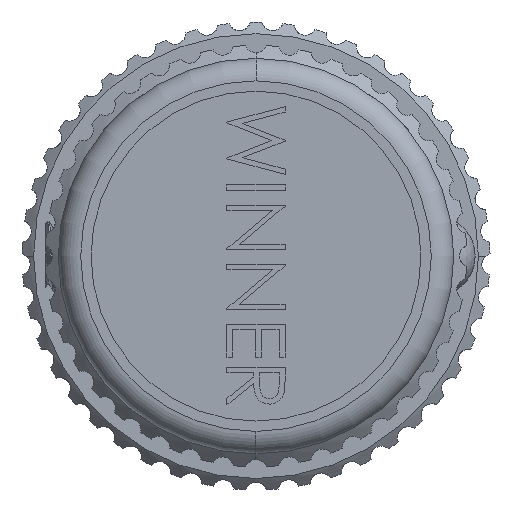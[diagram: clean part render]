
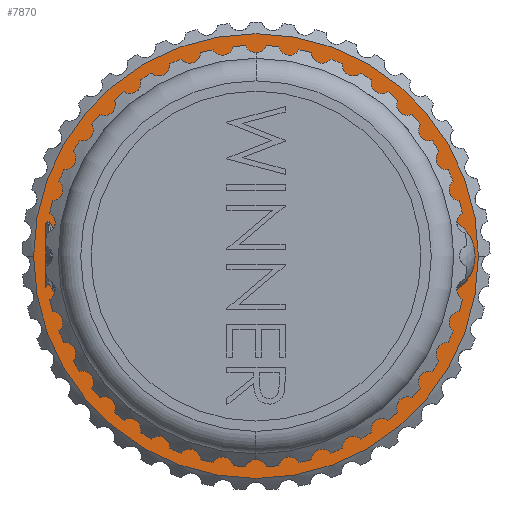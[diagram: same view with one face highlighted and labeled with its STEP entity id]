
A CAD part, left-side view. The second image highlights one B-rep face of the part: STEP entity #7870.
In plain terms, the highlighted planar face has unit normal (-1, 0, 0).
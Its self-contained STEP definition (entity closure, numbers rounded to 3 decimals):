
#65 = DIRECTION ( 'NONE',  ( -1., 0., 0. ) ) ;
#2080 = CARTESIAN_POINT ( 'NONE',  ( -33.771, -7.536, 0. ) ) ;
#2247 = DIRECTION ( 'NONE',  ( 0., 1., 0. ) ) ;
#2695 = CARTESIAN_POINT ( 'NONE',  ( -33.771, 0., 0. ) ) ;
#4752 = CIRCLE ( 'NONE', #27420, 15.3 ) ;
#5038 = CARTESIAN_POINT ( 'NONE',  ( -33.771, 0., 0. ) ) ;
#5115 = EDGE_CURVE ( 'NONE', #14454, #9743, #21517, .T. ) ;
#5433 = AXIS2_PLACEMENT_3D ( 'NONE', #2695, #32483, #19488 ) ;
#6600 = ORIENTED_EDGE ( 'NONE', *, *, #5115, .T. ) ;
#6893 = AXIS2_PLACEMENT_3D ( 'NONE', #7574, #34206, #31331 ) ;
#6932 = EDGE_CURVE ( 'NONE', #32132, #21460, #12305, .T. ) ;
#7574 = CARTESIAN_POINT ( 'NONE',  ( -33.771, 0., 0. ) ) ;
#7870 = ADVANCED_FACE ( 'NONE', ( #33658, #13362 ), #30006, .T. ) ;
#9743 = VERTEX_POINT ( 'NONE', #27821 ) ;
#12305 = CIRCLE ( 'NONE', #5433, 7.536 ) ;
#13362 = FACE_OUTER_BOUND ( 'NONE', #19267, .T. ) ;
#14320 = ORIENTED_EDGE ( 'NONE', *, *, #32487, .T. ) ;
#14454 = VERTEX_POINT ( 'NONE', #17953 ) ;
#15100 = EDGE_CURVE ( 'NONE', #21460, #32132, #15807, .T. ) ;
#15681 = DIRECTION ( 'NONE',  ( -1., 0., 0. ) ) ;
#15807 = CIRCLE ( 'NONE', #6893, 7.536 ) ;
#16309 = CARTESIAN_POINT ( 'NONE',  ( -33.771, 0., 0. ) ) ;
#17832 = ORIENTED_EDGE ( 'NONE', *, *, #6932, .T. ) ;
#17953 = CARTESIAN_POINT ( 'NONE',  ( -33.771, -15.3, 0. ) ) ;
#18321 = AXIS2_PLACEMENT_3D ( 'NONE', #16309, #26978, #27658 ) ;
#19267 = EDGE_LOOP ( 'NONE', ( #6600, #14320 ) ) ;
#19488 = DIRECTION ( 'NONE',  ( 0., -1., 0. ) ) ;
#21460 = VERTEX_POINT ( 'NONE', #2080 ) ;
#21517 = CIRCLE ( 'NONE', #28747, 15.3 ) ;
#24015 = EDGE_LOOP ( 'NONE', ( #17832, #28451 ) ) ;
#26281 = DIRECTION ( 'NONE',  ( 0., 1., 0. ) ) ;
#26978 = DIRECTION ( 'NONE',  ( -1., 0., 0. ) ) ;
#27420 = AXIS2_PLACEMENT_3D ( 'NONE', #31713, #65, #26281 ) ;
#27658 = DIRECTION ( 'NONE',  ( 0., 1., 0. ) ) ;
#27821 = CARTESIAN_POINT ( 'NONE',  ( -33.771, 15.3, 0. ) ) ;
#28451 = ORIENTED_EDGE ( 'NONE', *, *, #15100, .T. ) ;
#28747 = AXIS2_PLACEMENT_3D ( 'NONE', #5038, #15681, #2247 ) ;
#29303 = CARTESIAN_POINT ( 'NONE',  ( -33.771, 7.536, 0. ) ) ;
#30006 = PLANE ( 'NONE',  #18321 ) ;
#31331 = DIRECTION ( 'NONE',  ( 0., -1., 0. ) ) ;
#31713 = CARTESIAN_POINT ( 'NONE',  ( -33.771, 0., 0. ) ) ;
#32132 = VERTEX_POINT ( 'NONE', #29303 ) ;
#32483 = DIRECTION ( 'NONE',  ( 1., 0., 0. ) ) ;
#32487 = EDGE_CURVE ( 'NONE', #9743, #14454, #4752, .T. ) ;
#33658 = FACE_BOUND ( 'NONE', #24015, .T. ) ;
#34206 = DIRECTION ( 'NONE',  ( 1., 0., 0. ) ) ;
